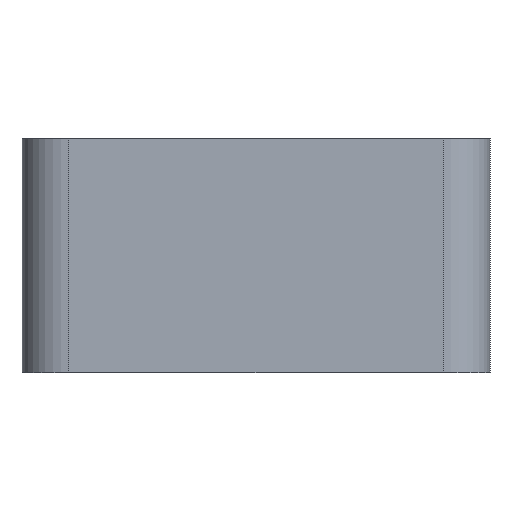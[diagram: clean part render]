
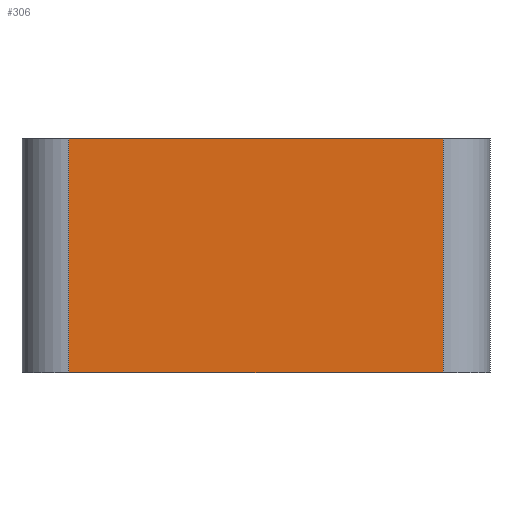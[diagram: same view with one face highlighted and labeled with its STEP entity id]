
A CAD part, front view. The second image highlights one B-rep face of the part: STEP entity #306.
In plain terms, the highlighted planar face has unit normal (0, -1, 0).
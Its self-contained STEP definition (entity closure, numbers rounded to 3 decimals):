
#306=ADVANCED_FACE('',(#608),#609,.T.);
#608=FACE_OUTER_BOUND('',#903,.T.);
#609=PLANE('',#904);
#903=EDGE_LOOP('',(#1837,#1838,#1839,#1840));
#904=AXIS2_PLACEMENT_3D('',#1841,#1842,#1843);
#1837=ORIENTED_EDGE('',*,*,#2076,.T.);
#1838=ORIENTED_EDGE('',*,*,#2234,.F.);
#1839=ORIENTED_EDGE('',*,*,#2134,.T.);
#1840=ORIENTED_EDGE('',*,*,#2235,.T.);
#1841=CARTESIAN_POINT('',(12.0,0.,0.0));
#1842=DIRECTION('',(0.,-1.0,0.0));
#1843=DIRECTION('',(1.0,0.,0.0));
#2076=EDGE_CURVE('',#2598,#2596,#2599,.T.);
#2134=EDGE_CURVE('',#2676,#2674,#2677,.T.);
#2234=EDGE_CURVE('',#2676,#2596,#2800,.T.);
#2235=EDGE_CURVE('',#2674,#2598,#2801,.T.);
#2596=VERTEX_POINT('',#3263);
#2598=VERTEX_POINT('',#3265);
#2599=LINE('',#3266,#3267);
#2674=VERTEX_POINT('',#3371);
#2676=VERTEX_POINT('',#3373);
#2677=LINE('',#3374,#3375);
#2800=LINE('',#3538,#3539);
#2801=LINE('',#3540,#3541);
#3263=CARTESIAN_POINT('',(4.0,0.,20.0));
#3265=CARTESIAN_POINT('',(36.0,0.0,20.0));
#3266=CARTESIAN_POINT('',(20.0,0.0,20.0));
#3267=VECTOR('',#3879,1.0);
#3371=CARTESIAN_POINT('',(36.0,0.0,0.0));
#3373=CARTESIAN_POINT('',(4.0,0.,0.0));
#3374=CARTESIAN_POINT('',(20.0,0.0,0.0));
#3375=VECTOR('',#3936,1.0);
#3538=CARTESIAN_POINT('',(4.0,0.,0.0));
#3539=VECTOR('',#4040,1.0);
#3540=CARTESIAN_POINT('',(36.0,0.0,0.0));
#3541=VECTOR('',#4041,1.0);
#3879=DIRECTION('',(-1.0,-0.0,-0.0));
#3936=DIRECTION('',(1.0,0.0,0.0));
#4040=DIRECTION('',(0.0,0.0,1.0));
#4041=DIRECTION('',(0.0,0.0,1.0));
